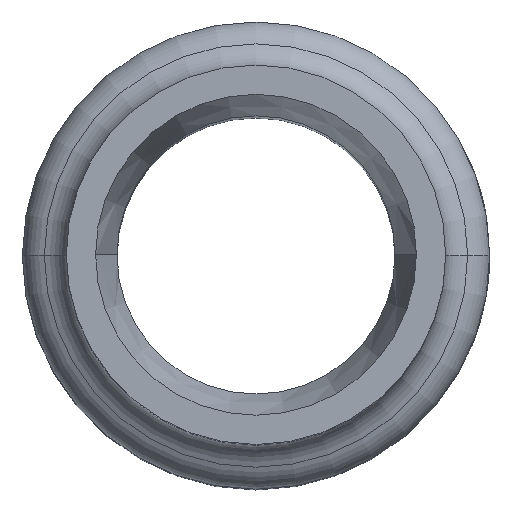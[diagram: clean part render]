
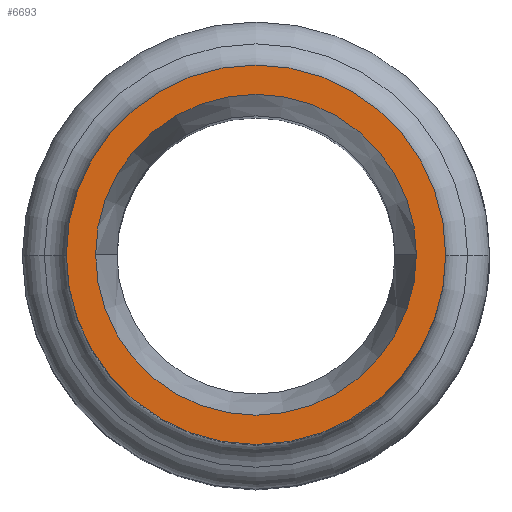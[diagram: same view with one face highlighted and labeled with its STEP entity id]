
A CAD part, top view. The second image highlights one B-rep face of the part: STEP entity #6693.
In plain terms, the highlighted planar face has unit normal (0, 0, 1).
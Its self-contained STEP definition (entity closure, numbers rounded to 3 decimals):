
#994 = AXIS2_PLACEMENT_3D ( 'NONE', #16143, #20064, #5299 ) ;
#1471 = AXIS2_PLACEMENT_3D ( 'NONE', #19586, #10458, #25893 ) ;
#2834 = CARTESIAN_POINT ( 'NONE',  ( -16.85, 0., 0. ) ) ;
#3584 = EDGE_LOOP ( 'NONE', ( #6830, #27505 ) ) ;
#4510 = DIRECTION ( 'NONE',  ( 0., 0., 1. ) ) ;
#5299 = DIRECTION ( 'NONE',  ( 1., 0., 0. ) ) ;
#5698 = DIRECTION ( 'NONE',  ( 0., 0., 1. ) ) ;
#5767 = ORIENTED_EDGE ( 'NONE', *, *, #10620, .F. ) ;
#6396 = AXIS2_PLACEMENT_3D ( 'NONE', #14926, #4510, #17171 ) ;
#6693 = ADVANCED_FACE ( 'NONE', ( #20456, #26641 ), #7276, .F. ) ;
#6830 = ORIENTED_EDGE ( 'NONE', *, *, #24521, .T. ) ;
#7276 = PLANE ( 'NONE',  #24766 ) ;
#9665 = CIRCLE ( 'NONE', #10565, 14.25 ) ;
#10458 = DIRECTION ( 'NONE',  ( 0., 0., 1. ) ) ;
#10565 = AXIS2_PLACEMENT_3D ( 'NONE', #26891, #5698, #12153 ) ;
#10620 = EDGE_CURVE ( 'NONE', #23233, #13166, #9665, .T. ) ;
#10976 = VERTEX_POINT ( 'NONE', #2834 ) ;
#12153 = DIRECTION ( 'NONE',  ( 1., 0., 0. ) ) ;
#13166 = VERTEX_POINT ( 'NONE', #26797 ) ;
#14019 = DIRECTION ( 'NONE',  ( -1., 0., 0. ) ) ;
#14078 = CARTESIAN_POINT ( 'NONE',  ( 16.85, 0., 0. ) ) ;
#14800 = EDGE_CURVE ( 'NONE', #13166, #23233, #27480, .T. ) ;
#14926 = CARTESIAN_POINT ( 'NONE',  ( 0., 0., 0. ) ) ;
#15111 = CARTESIAN_POINT ( 'NONE',  ( -14.25, 0., 0. ) ) ;
#16139 = CARTESIAN_POINT ( 'NONE',  ( 0., 15.25, 0. ) ) ;
#16143 = CARTESIAN_POINT ( 'NONE',  ( 0., 0., 0. ) ) ;
#17171 = DIRECTION ( 'NONE',  ( 1., 0., 0. ) ) ;
#18303 = ORIENTED_EDGE ( 'NONE', *, *, #14800, .F. ) ;
#19586 = CARTESIAN_POINT ( 'NONE',  ( 0., 0., 0. ) ) ;
#19815 = VERTEX_POINT ( 'NONE', #14078 ) ;
#20064 = DIRECTION ( 'NONE',  ( 0., 0., 1. ) ) ;
#20456 = FACE_BOUND ( 'NONE', #27122, .T. ) ;
#22093 = CIRCLE ( 'NONE', #994, 16.85 ) ;
#23233 = VERTEX_POINT ( 'NONE', #15111 ) ;
#24521 = EDGE_CURVE ( 'NONE', #19815, #10976, #22093, .T. ) ;
#24652 = DIRECTION ( 'NONE',  ( 0., 0., -1. ) ) ;
#24766 = AXIS2_PLACEMENT_3D ( 'NONE', #16139, #24652, #14019 ) ;
#25686 = CIRCLE ( 'NONE', #1471, 16.85 ) ;
#25893 = DIRECTION ( 'NONE',  ( 1., 0., 0. ) ) ;
#26641 = FACE_OUTER_BOUND ( 'NONE', #3584, .T. ) ;
#26797 = CARTESIAN_POINT ( 'NONE',  ( 14.25, 0., 0. ) ) ;
#26891 = CARTESIAN_POINT ( 'NONE',  ( 0., 0., 0. ) ) ;
#27122 = EDGE_LOOP ( 'NONE', ( #18303, #5767 ) ) ;
#27186 = EDGE_CURVE ( 'NONE', #10976, #19815, #25686, .T. ) ;
#27480 = CIRCLE ( 'NONE', #6396, 14.25 ) ;
#27505 = ORIENTED_EDGE ( 'NONE', *, *, #27186, .T. ) ;
